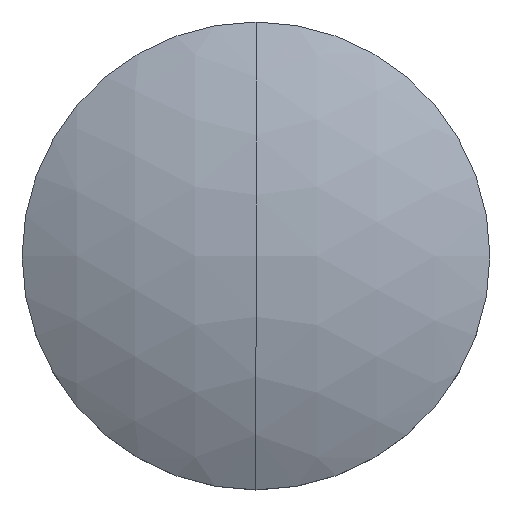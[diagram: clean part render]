
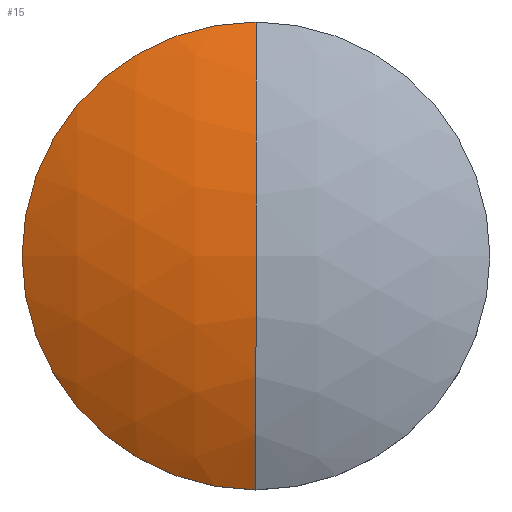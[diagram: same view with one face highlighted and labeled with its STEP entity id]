
A CAD part, top view. The second image highlights one B-rep face of the part: STEP entity #15.
In plain terms, the highlighted spherical face has radius 12.87 mm.
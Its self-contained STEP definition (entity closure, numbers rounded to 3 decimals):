
#1 = ORIENTED_EDGE ( 'NONE', *, *, #8, .T. ) ;
#5 = EDGE_LOOP ( 'NONE', ( #10, #13, #1, #9 ) ) ;
#8 = EDGE_CURVE ( 'NONE', #17, #21, #62, .T. ) ;
#9 = ORIENTED_EDGE ( 'NONE', *, *, #20, .F. ) ;
#10 = ORIENTED_EDGE ( 'NONE', *, *, #26, .T. ) ;
#11 = EDGE_CURVE ( 'NONE', #35, #17, #79, .T. ) ;
#13 = ORIENTED_EDGE ( 'NONE', *, *, #11, .T. ) ;
#15 = ADVANCED_FACE ( 'NONE', ( #108 ), #99, .T. ) ;
#17 = VERTEX_POINT ( 'NONE', #101 ) ;
#20 = EDGE_CURVE ( 'NONE', #28, #21, #139, .T. ) ;
#21 = VERTEX_POINT ( 'NONE', #129 ) ;
#26 = EDGE_CURVE ( 'NONE', #28, #35, #105, .T. ) ;
#28 = VERTEX_POINT ( 'NONE', #121 ) ;
#35 = VERTEX_POINT ( 'NONE', #182 ) ;
#61 = CARTESIAN_POINT ( 'NONE',  ( 0., 0., -11.135 ) ) ;
#62 = CIRCLE ( 'NONE', #80, 12.87 ) ;
#63 = DIRECTION ( 'NONE',  ( 0., -1., 0. ) ) ;
#70 = DIRECTION ( 'NONE',  ( 1., 0., 0. ) ) ;
#77 = CARTESIAN_POINT ( 'NONE',  ( 0., 0., 0.059 ) ) ;
#79 = CIRCLE ( 'NONE', #91, 6.35 ) ;
#80 = AXIS2_PLACEMENT_3D ( 'NONE', #61, #85, #63 ) ;
#84 = DIRECTION ( 'NONE',  ( 0., 0., 1. ) ) ;
#85 = DIRECTION ( 'NONE',  ( -1., 0., 0. ) ) ;
#91 = AXIS2_PLACEMENT_3D ( 'NONE', #77, #84, #70 ) ;
#98 = DIRECTION ( 'NONE',  ( 0., 1., 0. ) ) ;
#99 = SPHERICAL_SURFACE ( 'NONE', #117, 12.87 ) ;
#100 = CARTESIAN_POINT ( 'NONE',  ( 0., 0., 0.059 ) ) ;
#101 = CARTESIAN_POINT ( 'NONE',  ( 0., -6.35, 0.059 ) ) ;
#102 = DIRECTION ( 'NONE',  ( 1., 0., 0. ) ) ;
#103 = DIRECTION ( 'NONE',  ( 0., 0., 1. ) ) ;
#104 = AXIS2_PLACEMENT_3D ( 'NONE', #100, #103, #102 ) ;
#105 = CIRCLE ( 'NONE', #104, 6.35 ) ;
#108 = FACE_OUTER_BOUND ( 'NONE', #5, .T. ) ;
#115 = DIRECTION ( 'NONE',  ( -1., 0., 0. ) ) ;
#116 = CARTESIAN_POINT ( 'NONE',  ( 0., 0., -11.135 ) ) ;
#117 = AXIS2_PLACEMENT_3D ( 'NONE', #116, #115, #98 ) ;
#121 = CARTESIAN_POINT ( 'NONE',  ( 0., 6.35, 0.059 ) ) ;
#129 = CARTESIAN_POINT ( 'NONE',  ( 0., 0., 1.735 ) ) ;
#130 = DIRECTION ( 'NONE',  ( 0., 0., -1. ) ) ;
#139 = CIRCLE ( 'NONE', #142, 12.87 ) ;
#140 = DIRECTION ( 'NONE',  ( 1., 0., 0. ) ) ;
#141 = CARTESIAN_POINT ( 'NONE',  ( 0., 0., -11.135 ) ) ;
#142 = AXIS2_PLACEMENT_3D ( 'NONE', #141, #140, #130 ) ;
#182 = CARTESIAN_POINT ( 'NONE',  ( -6.35, 0., 0.059 ) ) ;
